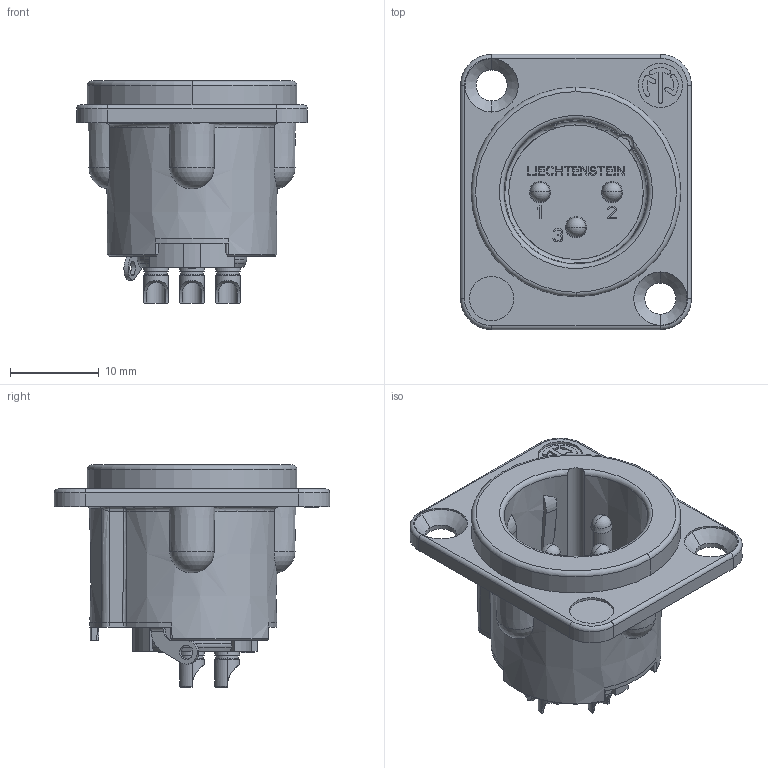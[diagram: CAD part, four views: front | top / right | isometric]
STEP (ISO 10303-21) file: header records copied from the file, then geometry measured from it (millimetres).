
FILE_DESCRIPTION((''),'2;1');
FILE_NAME('30011355','2024-03-21T13:42:39',('SYSTEM'),(''),'CREO PARAMETRIC BY PTC INC, 2021184','CREO PARAMETRIC BY PTC INC, 2021184','');
FILE_SCHEMA(('CONFIG_CONTROL_DESIGN'));
Length unit declared in the file: millimetre
Products named in the file (1): 30011355
Bounding box: 26 x 31 x 25 mm (x, y, z)
Volume: 4534.6 mm3; surface area: 4417.1 mm2
Topology: 1 solids, 1 shells, 1089 faces, 2936 edges, 1907 vertices
Faces by surface type: plane 839, cylinder 107, cone 66, bspline 32, torus 30, sphere 11, extrusion 4
Entity records: 35349 total; most frequent: CARTESIAN_POINT 8161, ORIENTED_EDGE 5850, DIRECTION 5223, EDGE_CURVE 2925, VECTOR 2421, LINE 2417, VERTEX_POINT 1907, AXIS2_PLACEMENT_3D 1401
